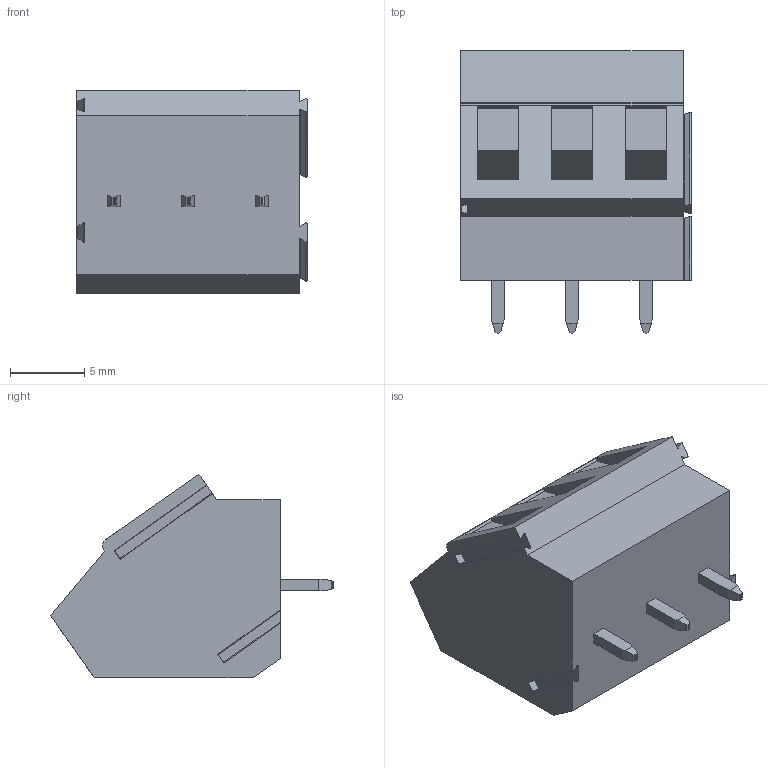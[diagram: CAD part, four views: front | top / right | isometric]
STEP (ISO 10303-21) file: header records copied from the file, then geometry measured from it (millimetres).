
FILE_DESCRIPTION(('STEP AP214'),'1');
FILE_NAME('terminal_blocks_a-tb500t203sb.stp','2017-04-01T10:57:08',('TraceParts'),('TraceParts S.A.'),'Spatial InterOp 3D',' ',' ');
FILE_SCHEMA(('automotive_design'));
Length unit declared in the file: millimetre
Products named in the file (1): terminal_blocks_a-tb500t203sb
Bounding box: 15.55 x 19.09 x 13.7 mm (x, y, z)
Volume: 2094.8 mm3; surface area: 1462.5 mm2
Topology: 1 solids, 1 shells, 146 faces, 390 edges, 261 vertices
Faces by surface type: plane 118, cylinder 28
Entity records: 5701 total; most frequent: CARTESIAN_POINT 798, ORIENTED_EDGE 780, DIRECTION 743, EDGE_CURVE 390, LINE 331, VECTOR 331, VERTEX_POINT 261, AXIS2_PLACEMENT_3D 206
